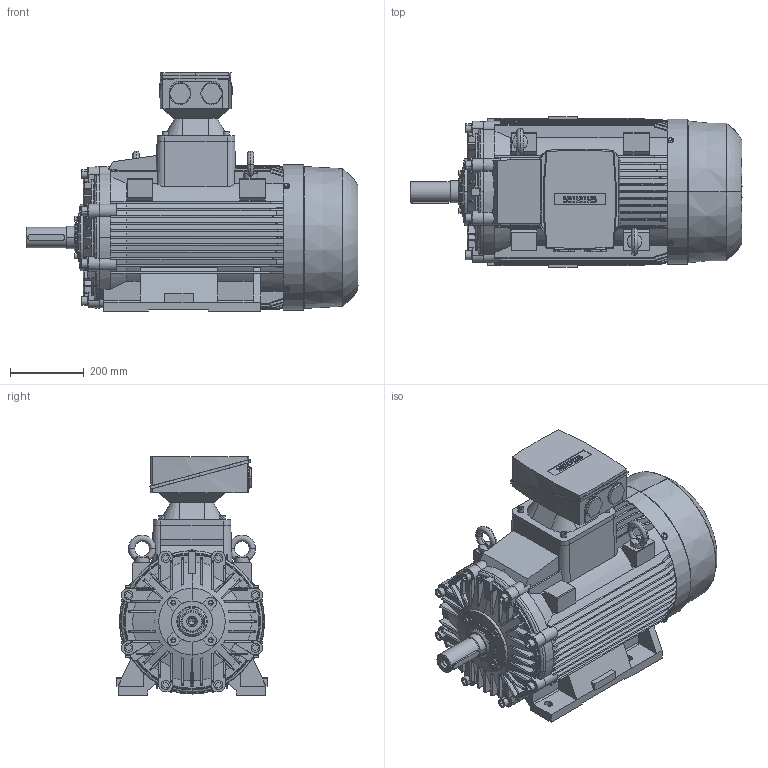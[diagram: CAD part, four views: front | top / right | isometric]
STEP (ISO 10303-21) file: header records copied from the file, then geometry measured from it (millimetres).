
FILE_DESCRIPTION(('STEP AP214'),'1');
FILE_NAME('cctmp_5944E62A-CD48-4239-9BFE-C5B00B02A08D_2023_06_27_10_53_35_0784..stp','2023-06-27T08:53:37',('SIEMENS A&D'),('CADClick - www.CADClick.com'),'Spatial InterOp 3D',' ','unknown authorization');
FILE_SCHEMA(('AUTOMOTIVE_DESIGN'));
Length unit declared in the file: millimetre
Products named in the file (34): cc_unnamed; 2023_06_27_10_53_35_0722; 2023_06_27_10_53_35_0691; 2023_06_27_10_53_35_0659; 2023_06_27_10_53_35_0628; 2023_06_27_10_53_35_0597; 2023_06_27_10_53_35_0566; 2023_06_27_10_53_35_0534; 2023_06_27_10_53_35_0503; 2023_06_27_10_53_35_0472; 2023_06_27_10_53_35_0441; 2023_06_27_10_53_35_0409; 2023_06_27_10_53_35_0378; 2023_06_27_10_53_35_0347; 2023_06_27_10_53_35_0316; 2023_06_27_10_53_35_0284; 2023_06_27_10_53_35_0246; 2023_06_27_10_53_35_0229; 2023_06_27_10_53_35_0198; 2023_06_27_10_53_35_0167; 2023_06_27_10_53_35_0136; 2023_06_27_10_53_35_0104; 2023_06_27_10_53_35_0073; 2023_06_27_10_53_35_0042; 2023_06_27_10_53_35_0011; 2023_06_27_10_53_34_0979; 2023_06_27_10_53_34_0948; 2023_06_27_10_53_34_0917; 2023_06_27_10_53_34_0886; 2023_06_27_10_53_34_0854; 2023_06_27_10_53_34_0823; 2023_06_27_10_53_34_0792; 2023_06_27_10_53_34_0761; 2023_06_27_10_53_34_0729
Assembly tree (33 placements, depth 2):
  cc_unnamed
    2023_06_27_10_53_35_0722
    2023_06_27_10_53_35_0691
    2023_06_27_10_53_35_0659
    2023_06_27_10_53_35_0628
    2023_06_27_10_53_35_0597
    2023_06_27_10_53_35_0566
    2023_06_27_10_53_35_0534
    2023_06_27_10_53_35_0503
    2023_06_27_10_53_35_0472
    2023_06_27_10_53_35_0441
    2023_06_27_10_53_35_0409
    2023_06_27_10_53_35_0378
    2023_06_27_10_53_35_0347
    2023_06_27_10_53_35_0316
    2023_06_27_10_53_35_0284
    2023_06_27_10_53_35_0246
    2023_06_27_10_53_35_0229
    2023_06_27_10_53_35_0198
    2023_06_27_10_53_35_0167
    2023_06_27_10_53_35_0136
    2023_06_27_10_53_35_0104
    2023_06_27_10_53_35_0073
    2023_06_27_10_53_35_0042
    2023_06_27_10_53_35_0011
    2023_06_27_10_53_34_0979
    2023_06_27_10_53_34_0948
    2023_06_27_10_53_34_0917
    2023_06_27_10_53_34_0886
    2023_06_27_10_53_34_0854
    2023_06_27_10_53_34_0823
    2023_06_27_10_53_34_0792
    2023_06_27_10_53_34_0761
    2023_06_27_10_53_34_0729
Bounding box: 899 x 408 x 646.5 mm (x, y, z)
Volume: 77129398 mm3; surface area: 3277300.1 mm2
Topology: 33 solids, 33 shells, 2537 faces, 7207 edges, 4766 vertices
Faces by surface type: cylinder 1297, plane 903, cone 208, torus 129
Entity records: 114147 total; most frequent: CARTESIAN_POINT 25151, DIRECTION 14563, ORIENTED_EDGE 14410, EDGE_CURVE 7205, AXIS2_PLACEMENT_3D 5687, VERTEX_POINT 4766, LINE 3189, VECTOR 3189
